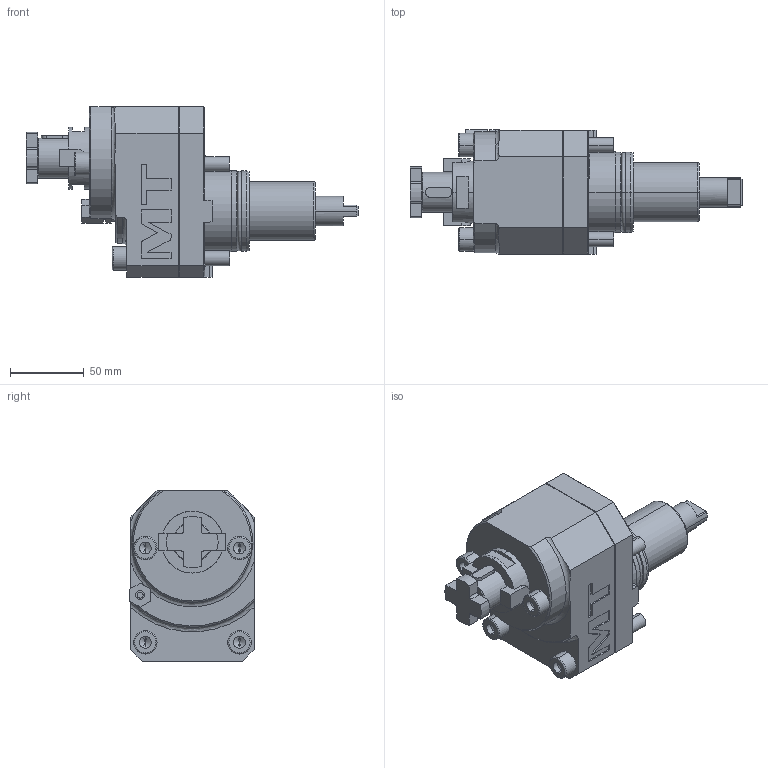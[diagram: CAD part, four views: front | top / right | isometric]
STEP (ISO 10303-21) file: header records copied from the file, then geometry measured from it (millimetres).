
FILE_DESCRIPTION((''),'2;1');
FILE_NAME('0720027_CONF','2023-03-22T17:19:09',('smalpassi'),('M.T. srl'),'CREO PARAMETRIC BY PTC INC, 2021072','CREO PARAMETRIC BY PTC INC, 2021072','');
FILE_SCHEMA(('CONFIG_CONTROL_DESIGN'));
Length unit declared in the file: millimetre
Products named in the file (1): 0720027_CONF
Bounding box: 225.5 x 84.5 x 116 mm (x, y, z)
Volume: 829390.6 mm3; surface area: 71771.4 mm2
Topology: 1 solids, 1 shells, 302 faces, 763 edges, 484 vertices
Faces by surface type: plane 193, cylinder 71, torus 18, cone 16, extrusion 4
Entity records: 9384 total; most frequent: CARTESIAN_POINT 2015, DIRECTION 1533, ORIENTED_EDGE 1510, EDGE_CURVE 755, AXIS2_PLACEMENT_3D 517, VECTOR 499, LINE 495, VERTEX_POINT 484
